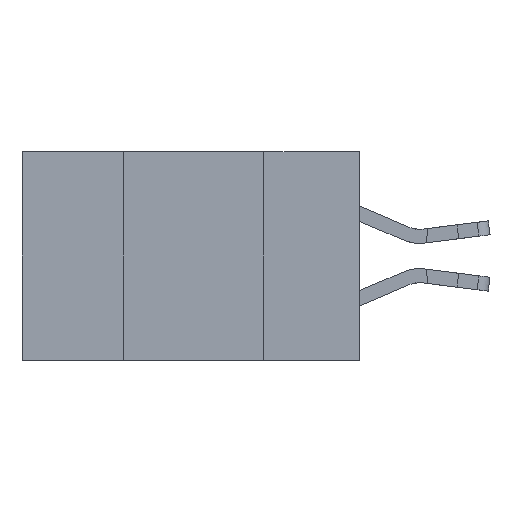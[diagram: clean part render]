
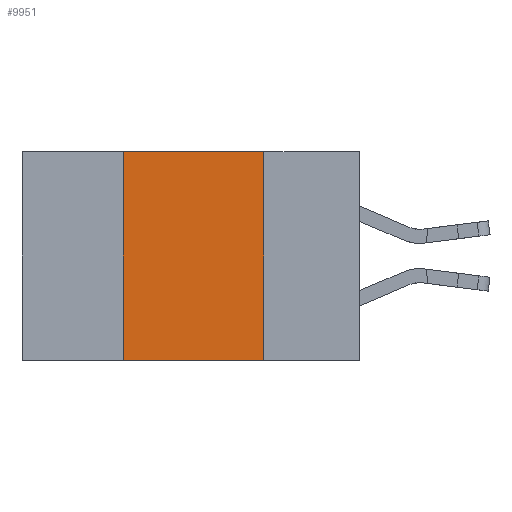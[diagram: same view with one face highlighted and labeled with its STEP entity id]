
A CAD part, left-side view. The second image highlights one B-rep face of the part: STEP entity #9951.
In plain terms, the highlighted planar face has unit normal (-1, 0, 0).
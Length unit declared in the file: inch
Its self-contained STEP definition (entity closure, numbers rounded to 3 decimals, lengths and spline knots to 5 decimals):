
#65 = CARTESIAN_POINT ( 'NONE',  ( 0., 0.6, -0.37 ) ) ;
#742 = EDGE_CURVE ( 'NONE', #18328, #15686, #13168, .T. ) ;
#1192 = LINE ( 'NONE', #5139, #23122 ) ;
#1472 = ORIENTED_EDGE ( 'NONE', *, *, #7741, .T. ) ;
#1652 = DIRECTION ( 'NONE',  ( 0., -1., 0. ) ) ;
#3248 = EDGE_LOOP ( 'NONE', ( #5197, #24724, #4121, #1472 ) ) ;
#3534 = LINE ( 'NONE', #65, #22806 ) ;
#3811 = PLANE ( 'NONE',  #12707 ) ;
#4121 = ORIENTED_EDGE ( 'NONE', *, *, #742, .F. ) ;
#5023 = CARTESIAN_POINT ( 'NONE',  ( 0., 0.17, -0.37 ) ) ;
#5139 = CARTESIAN_POINT ( 'NONE',  ( 0., 0.17, 0. ) ) ;
#5197 = ORIENTED_EDGE ( 'NONE', *, *, #12423, .F. ) ;
#5525 = CARTESIAN_POINT ( 'NONE',  ( 0., 0.42, 0. ) ) ;
#5590 = DIRECTION ( 'NONE',  ( 0., 0., -1. ) ) ;
#5997 = CARTESIAN_POINT ( 'NONE',  ( 0., 0.42, -0.37 ) ) ;
#7738 = VECTOR ( 'NONE', #21368, 39.37008 ) ;
#7741 = EDGE_CURVE ( 'NONE', #18328, #8833, #3534, .T. ) ;
#8833 = VERTEX_POINT ( 'NONE', #5023 ) ;
#9951 = ADVANCED_FACE ( 'NONE', ( #10565 ), #3811, .F. ) ;
#10565 = FACE_OUTER_BOUND ( 'NONE', #3248, .T. ) ;
#11264 = DIRECTION ( 'NONE',  ( 1., 0., 0. ) ) ;
#12423 = EDGE_CURVE ( 'NONE', #21296, #8833, #1192, .T. ) ;
#12707 = AXIS2_PLACEMENT_3D ( 'NONE', #22926, #11264, #5590 ) ;
#13168 = LINE ( 'NONE', #5525, #7738 ) ;
#15686 = VERTEX_POINT ( 'NONE', #18754 ) ;
#16583 = CARTESIAN_POINT ( 'NONE',  ( 0., 0.17, 0. ) ) ;
#17594 = EDGE_CURVE ( 'NONE', #15686, #21296, #24089, .T. ) ;
#18035 = VECTOR ( 'NONE', #18904, 39.37008 ) ;
#18328 = VERTEX_POINT ( 'NONE', #5997 ) ;
#18754 = CARTESIAN_POINT ( 'NONE',  ( 0., 0.42, 0. ) ) ;
#18822 = CARTESIAN_POINT ( 'NONE',  ( 0., 0.6, 0. ) ) ;
#18904 = DIRECTION ( 'NONE',  ( 0., -1., 0. ) ) ;
#21296 = VERTEX_POINT ( 'NONE', #16583 ) ;
#21368 = DIRECTION ( 'NONE',  ( 0., 0., 1. ) ) ;
#22478 = DIRECTION ( 'NONE',  ( 0., 0., -1. ) ) ;
#22806 = VECTOR ( 'NONE', #1652, 39.37008 ) ;
#22926 = CARTESIAN_POINT ( 'NONE',  ( 0., 0.6, 0. ) ) ;
#23122 = VECTOR ( 'NONE', #22478, 39.37008 ) ;
#24089 = LINE ( 'NONE', #18822, #18035 ) ;
#24724 = ORIENTED_EDGE ( 'NONE', *, *, #17594, .F. ) ;
